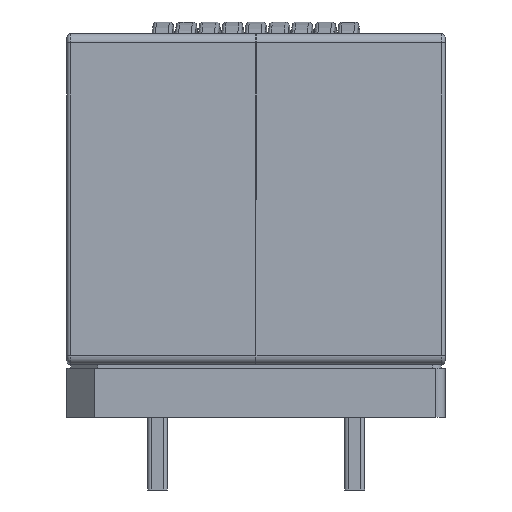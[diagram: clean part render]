
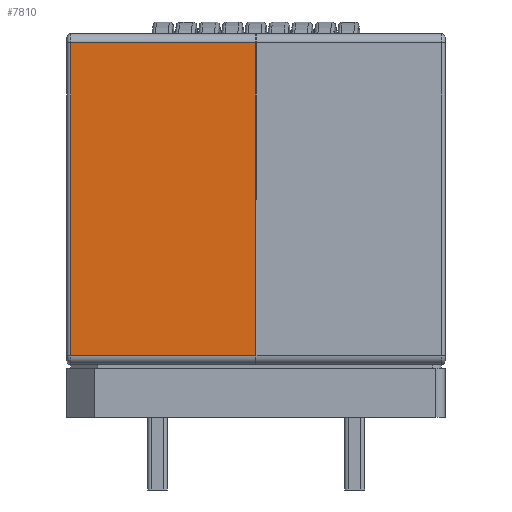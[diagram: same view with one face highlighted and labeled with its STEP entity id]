
A CAD part, left-side view. The second image highlights one B-rep face of the part: STEP entity #7810.
In plain terms, the highlighted face is planar.
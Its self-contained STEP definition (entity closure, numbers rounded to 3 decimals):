
#1673=ORIENTED_EDGE('',*,*,#3739,.T.);
#1674=ORIENTED_EDGE('',*,*,#3740,.T.);
#1675=ORIENTED_EDGE('',*,*,#3741,.T.);
#1676=ORIENTED_EDGE('',*,*,#3723,.F.);
#3723=EDGE_CURVE('',#4785,#4786,#5539,.T.);
#3739=EDGE_CURVE('',#4785,#4797,#5545,.F.);
#3740=EDGE_CURVE('',#4797,#4798,#5546,.T.);
#3741=EDGE_CURVE('',#4798,#4786,#5547,.T.);
#4785=VERTEX_POINT('',#18940);
#4786=VERTEX_POINT('',#18941);
#4797=VERTEX_POINT('',#18970);
#4798=VERTEX_POINT('',#18972);
#5539=LINE('',#18939,#6051);
#5545=LINE('',#18969,#6057);
#5546=LINE('',#18971,#6058);
#5547=LINE('',#18973,#6059);
#6051=VECTOR('',#11140,1000.);
#6057=VECTOR('',#11170,1000.);
#6058=VECTOR('',#11171,1000.);
#6059=VECTOR('',#11172,1000.);
#6511=EDGE_LOOP('',(#1673,#1674,#1675,#1676));
#7041=FACE_BOUND('',#6511,.T.);
#7528=PLANE('',#10422);
#7810=ADVANCED_FACE('',(#7041),#7528,.T.);
#10422=AXIS2_PLACEMENT_3D('',#18968,#11168,#11169);
#11140=DIRECTION('',(0.,-1.,0.));
#11168=DIRECTION('',(1.,0.,0.));
#11169=DIRECTION('',(0.,1.,0.));
#11170=DIRECTION('',(0.,0.,-1.));
#11171=DIRECTION('',(0.,-1.,0.));
#11172=DIRECTION('',(0.,0.,-1.));
#18939=CARTESIAN_POINT('',(12.5,9.1,-5.2));
#18940=CARTESIAN_POINT('',(12.5,8.6,-5.2));
#18941=CARTESIAN_POINT('',(12.5,-8.6,-5.2));
#18968=CARTESIAN_POINT('',(12.5,9.1,5.2));
#18969=CARTESIAN_POINT('',(12.5,8.6,5.2));
#18970=CARTESIAN_POINT('',(12.5,8.6,5.));
#18971=CARTESIAN_POINT('',(12.5,-8.6,5.));
#18972=CARTESIAN_POINT('',(12.5,-8.6,5.));
#18973=CARTESIAN_POINT('',(12.5,-8.6,5.2));
